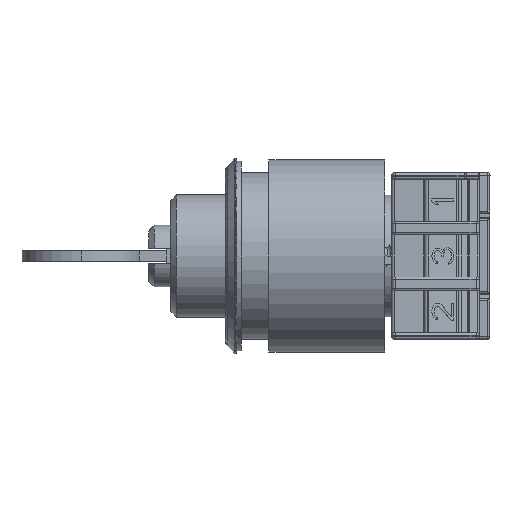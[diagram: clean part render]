
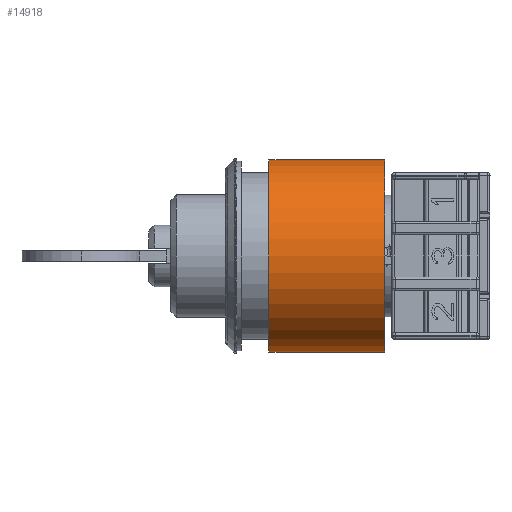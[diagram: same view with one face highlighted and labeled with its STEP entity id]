
A CAD part, left-side view. The second image highlights one B-rep face of the part: STEP entity #14918.
In plain terms, the highlighted cylindrical face has radius 17.25 mm (diameter 34.5 mm), a partial arc.
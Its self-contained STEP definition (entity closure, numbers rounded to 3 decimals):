
#82 = DIRECTION ( 'NONE',  ( 0., 0., 1. ) ) ;
#247 = EDGE_CURVE ( 'NONE', #30053, #12411, #35879, .T. ) ;
#358 = ORIENTED_EDGE ( 'NONE', *, *, #12297, .T. ) ;
#1534 = CARTESIAN_POINT ( 'NONE',  ( 0., 2.4, -17.25 ) ) ;
#3482 = FACE_OUTER_BOUND ( 'NONE', #15598, .T. ) ;
#4106 = AXIS2_PLACEMENT_3D ( 'NONE', #15056, #29731, #65535 ) ;
#9029 = ORIENTED_EDGE ( 'NONE', *, *, #247, .T. ) ;
#9509 = EDGE_CURVE ( 'NONE', #18422, #64685, #64897, .T. ) ;
#9650 = CARTESIAN_POINT ( 'NONE',  ( 0., 2.4, 17.25 ) ) ;
#12297 = EDGE_CURVE ( 'NONE', #18422, #30053, #37166, .T. ) ;
#12411 = VERTEX_POINT ( 'NONE', #9650 ) ;
#14918 = ADVANCED_FACE ( 'NONE', ( #3482 ), #61762, .T. ) ;
#15056 = CARTESIAN_POINT ( 'NONE',  ( 0., -18.4, 0. ) ) ;
#15598 = EDGE_LOOP ( 'NONE', ( #47751, #358, #9029, #48729 ) ) ;
#18422 = VERTEX_POINT ( 'NONE', #29722 ) ;
#20511 = CARTESIAN_POINT ( 'NONE',  ( 0., -18.4, 17.25 ) ) ;
#26985 = CARTESIAN_POINT ( 'NONE',  ( 0., 2.4, 0. ) ) ;
#29722 = CARTESIAN_POINT ( 'NONE',  ( 0., -18.4, -17.25 ) ) ;
#29731 = DIRECTION ( 'NONE',  ( 0., 1., 0. ) ) ;
#30053 = VERTEX_POINT ( 'NONE', #41188 ) ;
#31038 = EDGE_CURVE ( 'NONE', #64685, #12411, #44282, .T. ) ;
#32396 = VECTOR ( 'NONE', #46412, 1000. ) ;
#33913 = AXIS2_PLACEMENT_3D ( 'NONE', #41687, #51547, #82 ) ;
#35879 = LINE ( 'NONE', #20511, #32396 ) ;
#37166 = CIRCLE ( 'NONE', #33913, 17.25 ) ;
#41188 = CARTESIAN_POINT ( 'NONE',  ( 0., -18.4, 17.25 ) ) ;
#41636 = DIRECTION ( 'NONE',  ( 0., 0., 1. ) ) ;
#41687 = CARTESIAN_POINT ( 'NONE',  ( 0., -18.4, 0. ) ) ;
#44282 = CIRCLE ( 'NONE', #67151, 17.25 ) ;
#46412 = DIRECTION ( 'NONE',  ( 0., 1., 0. ) ) ;
#47751 = ORIENTED_EDGE ( 'NONE', *, *, #9509, .F. ) ;
#48118 = VECTOR ( 'NONE', #64565, 1000. ) ;
#48729 = ORIENTED_EDGE ( 'NONE', *, *, #31038, .F. ) ;
#51547 = DIRECTION ( 'NONE',  ( 0., 1., 0. ) ) ;
#59433 = CARTESIAN_POINT ( 'NONE',  ( 0., -18.4, -17.25 ) ) ;
#61762 = CYLINDRICAL_SURFACE ( 'NONE', #4106, 17.25 ) ;
#64565 = DIRECTION ( 'NONE',  ( 0., 1., 0. ) ) ;
#64685 = VERTEX_POINT ( 'NONE', #1534 ) ;
#64897 = LINE ( 'NONE', #59433, #48118 ) ;
#65535 = DIRECTION ( 'NONE',  ( 0., 0., 1. ) ) ;
#67151 = AXIS2_PLACEMENT_3D ( 'NONE', #26985, #67209, #41636 ) ;
#67209 = DIRECTION ( 'NONE',  ( 0., 1., 0. ) ) ;
